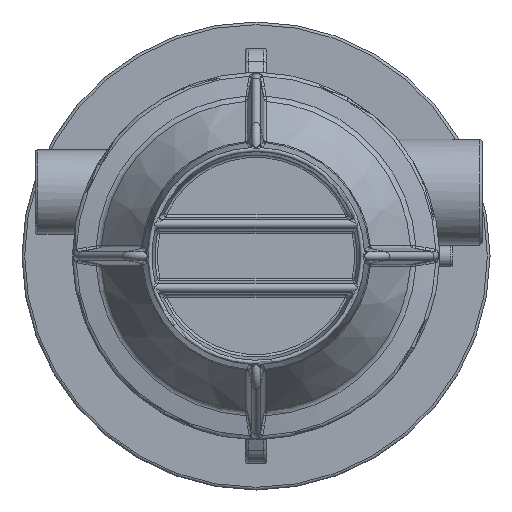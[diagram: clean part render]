
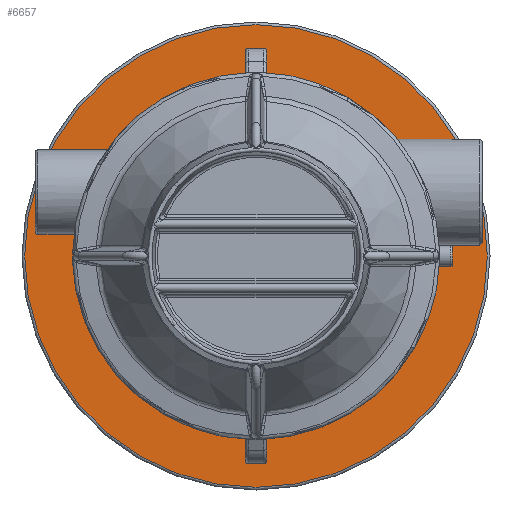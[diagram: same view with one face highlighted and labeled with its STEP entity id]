
A CAD part, front view. The second image highlights one B-rep face of the part: STEP entity #6657.
In plain terms, the highlighted planar face has unit normal (0, -1, 0).
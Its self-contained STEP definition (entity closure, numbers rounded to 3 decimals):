
#6134=PLANE('',#23180);
#6657=ADVANCED_FACE('',(#8455,#8456),#6134,.T.);
#8455=FACE_BOUND('',#8871,.T.);
#8456=FACE_BOUND('',#8872,.T.);
#8871=EDGE_LOOP('',(#10624));
#8872=EDGE_LOOP('',(#10625));
#10624=ORIENTED_EDGE('',*,*,#18871,.T.);
#10625=ORIENTED_EDGE('',*,*,#18872,.T.);
#16892=VERTEX_POINT('',#32793);
#16893=VERTEX_POINT('',#32795);
#18871=EDGE_CURVE('',#16892,#16892,#21984,.T.);
#18872=EDGE_CURVE('',#16893,#16893,#21985,.T.);
#21984=CIRCLE('',#23178,435.);
#21985=CIRCLE('',#23179,320.);
#23178=AXIS2_PLACEMENT_3D('',#32792,#25754,#25755);
#23179=AXIS2_PLACEMENT_3D('',#32794,#25756,#25757);
#23180=AXIS2_PLACEMENT_3D('',#32796,#25758,#25759);
#25754=DIRECTION('',(0.,-1.,0.));
#25755=DIRECTION('',(0.,0.,-1.));
#25756=DIRECTION('',(0.,1.,0.));
#25757=DIRECTION('',(0.,0.,-1.));
#25758=DIRECTION('',(0.,-1.,0.));
#25759=DIRECTION('',(0.,0.,-1.));
#32792=CARTESIAN_POINT('',(0.,-70.,0.));
#32793=CARTESIAN_POINT('',(0.,-70.,-435.));
#32794=CARTESIAN_POINT('',(0.,-70.,0.));
#32795=CARTESIAN_POINT('',(0.,-70.,-320.));
#32796=CARTESIAN_POINT('',(430.,-70.,0.));
